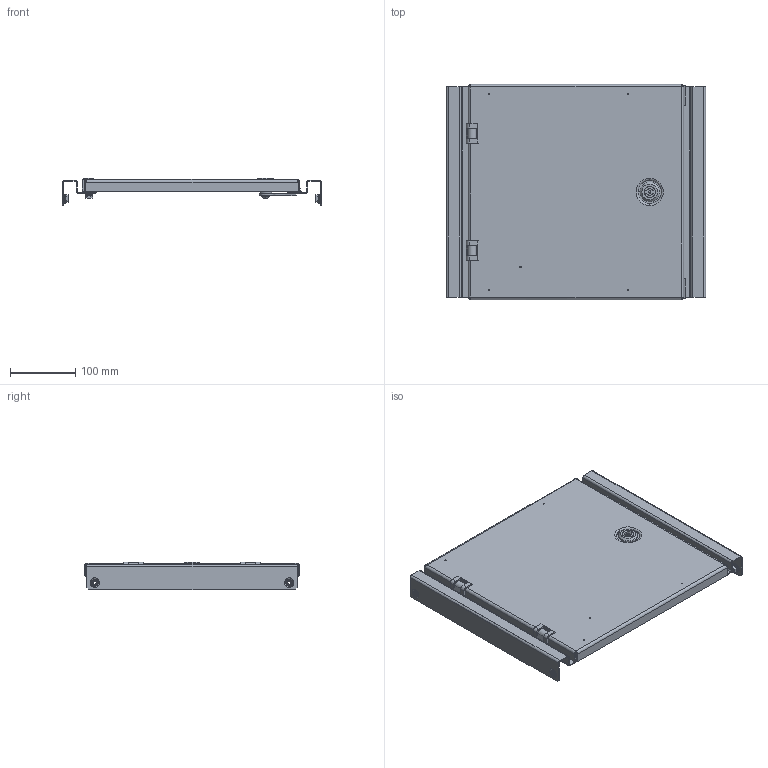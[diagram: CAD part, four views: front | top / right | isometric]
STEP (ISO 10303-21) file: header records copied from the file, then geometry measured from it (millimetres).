
FILE_DESCRIPTION (( 'STEP AP203' ), '1' );
FILE_NAME ('U8017404002 Êîìïëåêò äëÿ óñòàíîâêè âíóòðåííåé äâåðêè UC2 40.40 (000.801.245-04).STEP', '2022-04-29T06:29:48', ( '' ), ( '' ), 'SwSTEP 2.0', 'SolidWorks 2017', '' );
FILE_SCHEMA (( 'CONFIG_CONTROL_DESIGN' ));
Length unit declared in the file: millimetre
Products named in the file (19): 扻豵鵨_п-1; Øïèëüêà ðåçüáîâàÿ Ì6_Œ5å12; U8017404002 Êîìïëåêò äëÿ óñòàíîâêè âíóòðåííåé äâåðêè UC2 40.40 (000.801.245-04); 嵑殧趌6402_6; 鍔錓_7798_M6x8; 026-745 赶鎀鍧_01 (400); 063 1-1-01-37 Çàìîê ïîä àíãëèéñêèé êëþ÷ Mesan_00; ч瀁禬п-1_00; ïîëóïåòëÿ âíåøíÿÿ; Øïèëüêà çàçåìëåíèÿ CKF CS_Œ6å16; øòûðü; 嵑殧趌11371_6; 044-82 逄闉 鳱歑膱; ïîëóïåòëÿ âíóòðåííÿÿ; hex flange nut_din_Hexagon Flange Nut DIN 6923 - M6 - N; Ïåòëÿ óãëîâàÿ äëÿ øêàôîâ UC USOLA_§ ªàëâ®; 000.207.194 Äâåðêà âíóòðåííÿÿ UC2_04 (40.40); 鎔艜_17473_M6x12; 012-1803 眈翴錪 鳱歑膱_04 (40.40)
Assembly tree (31 placements, depth 3):
  U8017404002 Êîìïëåêò äëÿ óñòàíîâêè âíóòðåííåé äâåðêè UC2 40.40 (000.801.245-04)
    000.207.194 Äâåðêà âíóòðåííÿÿ UC2_04 (40.40)
      012-1803 眈翴錪 鳱歑膱_04 (40.40)
      Øïèëüêà çàçåìëåíèÿ CKF CS_Œ6å16
      Øïèëüêà ðåçüáîâàÿ Ì6_Œ5å12  x4
    026-745 赶鎀鍧_01 (400)  x2
    hex flange nut_din_Hexagon Flange Nut DIN 6923 - M6 - N  x4
    Ïåòëÿ óãëîâàÿ äëÿ øêàôîâ UC USOLA_§ ªàëâ®  x2
      ïîëóïåòëÿ âíåøíÿÿ
      ïîëóïåòëÿ âíóòðåííÿÿ
      øòûðü
    鍔錓_7798_M6x8  x2
    嵑殧趌11371_6  x2
    嵑殧趌6402_6  x2
    063 1-1-01-37 Çàìîê ïîä àíãëèéñêèé êëþ÷ Mesan_00
      扻豵鵨_п-1
      ч瀁禬п-1_00
      嵑殧趌11371_6
      鎔艜_17473_M6x12
    044-82 逄闉 鳱歑膱  x2
Bounding box: 397.75 x 330 x 42.5 mm (x, y, z)
Volume: 392437 mm3; surface area: 430979.5 mm2
Topology: 30 solids, 31 shells, 824 faces, 1889 edges, 1164 vertices
Faces by surface type: plane 406, cylinder 236, cone 92, torus 52, bspline 36, sphere 2
Entity records: 17420 total; most frequent: CARTESIAN_POINT 3329, DIRECTION 2557, ORIENTED_EDGE 2338, EDGE_CURVE 1169, AXIS2_PLACEMENT_3D 936, VERTEX_POINT 730, LINE 685, VECTOR 685
